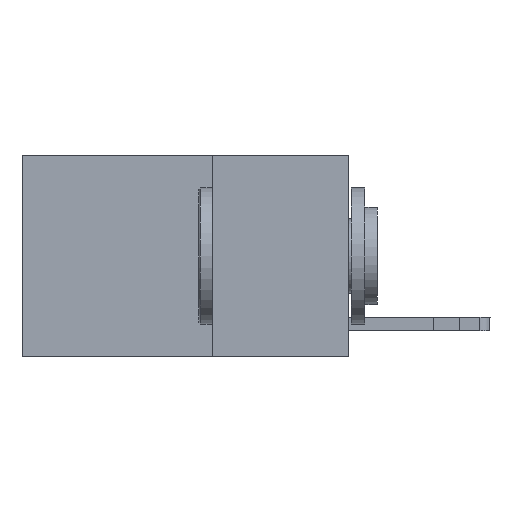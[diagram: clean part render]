
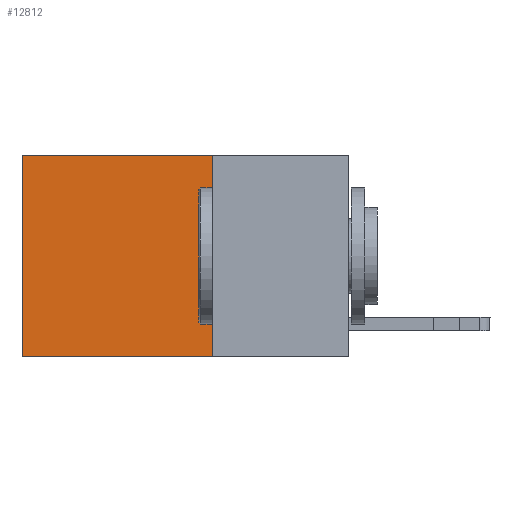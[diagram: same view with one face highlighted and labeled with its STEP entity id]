
A CAD part, left-side view. The second image highlights one B-rep face of the part: STEP entity #12812.
In plain terms, the highlighted planar face has unit normal (-1, 0, 0).
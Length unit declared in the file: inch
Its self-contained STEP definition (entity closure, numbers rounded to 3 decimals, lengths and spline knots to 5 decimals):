
#17 = ORIENTED_EDGE ( 'NONE', *, *, #3282, .T. ) ;
#827 = LINE ( 'NONE', #2462, #14165 ) ;
#960 = DIRECTION ( 'NONE',  ( 0., 0., -1. ) ) ;
#1068 = DIRECTION ( 'NONE',  ( 0., 0., -1. ) ) ;
#1523 = ORIENTED_EDGE ( 'NONE', *, *, #7254, .T. ) ;
#2060 = AXIS2_PLACEMENT_3D ( 'NONE', #3269, #7245, #16262 ) ;
#2462 = CARTESIAN_POINT ( 'NONE',  ( 0.2625, 0.25, 0. ) ) ;
#2645 = VECTOR ( 'NONE', #12928, 39.37008 ) ;
#3148 = ORIENTED_EDGE ( 'NONE', *, *, #13746, .F. ) ;
#3269 = CARTESIAN_POINT ( 'NONE',  ( 0.2625, 0.25, 0. ) ) ;
#3282 = EDGE_CURVE ( 'NONE', #6721, #3298, #6735, .T. ) ;
#3290 = LINE ( 'NONE', #16705, #10008 ) ;
#3298 = VERTEX_POINT ( 'NONE', #6911 ) ;
#3399 = ORIENTED_EDGE ( 'NONE', *, *, #10214, .F. ) ;
#3497 = FACE_OUTER_BOUND ( 'NONE', #12420, .T. ) ;
#3616 = CARTESIAN_POINT ( 'NONE',  ( 0.2625, 0.25, -0.37 ) ) ;
#6721 = VERTEX_POINT ( 'NONE', #9338 ) ;
#6735 = LINE ( 'NONE', #16607, #13380 ) ;
#6911 = CARTESIAN_POINT ( 'NONE',  ( 0.2625, 0.6, -0.37 ) ) ;
#7245 = DIRECTION ( 'NONE',  ( 1., 0., 0. ) ) ;
#7254 = EDGE_CURVE ( 'NONE', #10005, #6721, #827, .T. ) ;
#8277 = CARTESIAN_POINT ( 'NONE',  ( 0.2625, 0.25, -0.37 ) ) ;
#8405 = CARTESIAN_POINT ( 'NONE',  ( 0.2625, 0.25, 0. ) ) ;
#8568 = PLANE ( 'NONE',  #2060 ) ;
#9338 = CARTESIAN_POINT ( 'NONE',  ( 0.2625, 0.6, 0. ) ) ;
#10005 = VERTEX_POINT ( 'NONE', #8405 ) ;
#10008 = VECTOR ( 'NONE', #1068, 39.37008 ) ;
#10214 = EDGE_CURVE ( 'NONE', #12602, #3298, #16450, .T. ) ;
#12420 = EDGE_LOOP ( 'NONE', ( #17, #3399, #3148, #1523 ) ) ;
#12602 = VERTEX_POINT ( 'NONE', #8277 ) ;
#12812 = ADVANCED_FACE ( 'NONE', ( #3497 ), #8568, .F. ) ;
#12928 = DIRECTION ( 'NONE',  ( 0., 1., 0. ) ) ;
#13380 = VECTOR ( 'NONE', #960, 39.37008 ) ;
#13746 = EDGE_CURVE ( 'NONE', #10005, #12602, #3290, .T. ) ;
#14165 = VECTOR ( 'NONE', #16692, 39.37008 ) ;
#16262 = DIRECTION ( 'NONE',  ( 0., 0., -1. ) ) ;
#16450 = LINE ( 'NONE', #3616, #2645 ) ;
#16607 = CARTESIAN_POINT ( 'NONE',  ( 0.2625, 0.6, 0. ) ) ;
#16692 = DIRECTION ( 'NONE',  ( 0., 1., 0. ) ) ;
#16705 = CARTESIAN_POINT ( 'NONE',  ( 0.2625, 0.25, 0. ) ) ;
